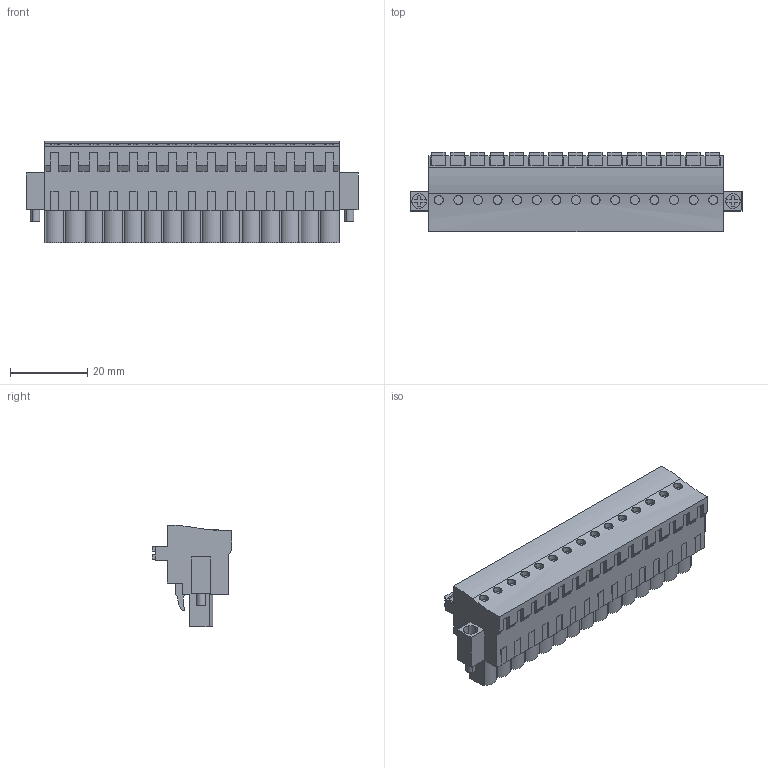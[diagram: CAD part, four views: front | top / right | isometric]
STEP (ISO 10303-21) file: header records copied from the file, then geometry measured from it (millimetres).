
FILE_DESCRIPTION(('CATIA V5 STEP Exchange','CAx-IF Rec.Pracs.--- Model Styling and Organization---1.2---2011-12-15'),'2;1');
FILE_NAME ('D1446322_0_1002220000_1002220000.stp','2017-09-09T13:42:19+00:00',('none'),('Weidmueller'),'CATIA Version 5-6 Release 2014','CATIA V5 STEP AP214','none');
FILE_SCHEMA(('AUTOMOTIVE_DESIGN { 1 0 10303 214 1 1 1 1 }'));
Length unit declared in the file: millimetre
Products named in the file (1): 1002220000
Bounding box: 86 x 20.64 x 26.24 mm (x, y, z)
Volume: 23656.4 mm3; surface area: 10563 mm2
Topology: 18 solids, 18 shells, 1035 faces, 2964 edges, 2031 vertices
Faces by surface type: plane 827, cylinder 200, extrusion 8
Entity records: 33549 total; most frequent: CARTESIAN_POINT 6592, ORIENTED_EDGE 5928, DIRECTION 4359, EDGE_CURVE 2964, VECTOR 2522, LINE 2514, VERTEX_POINT 2031, EDGE_LOOP 1105
